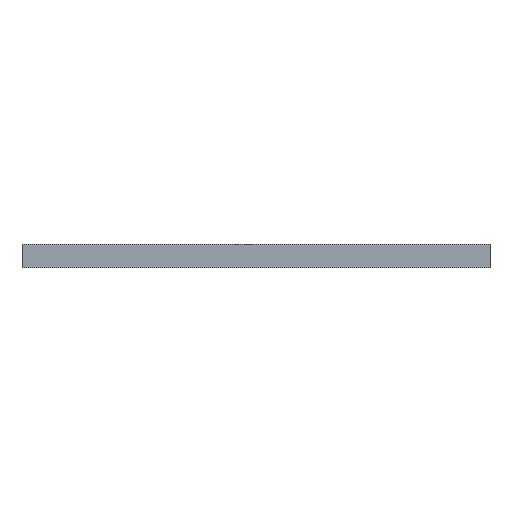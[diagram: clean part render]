
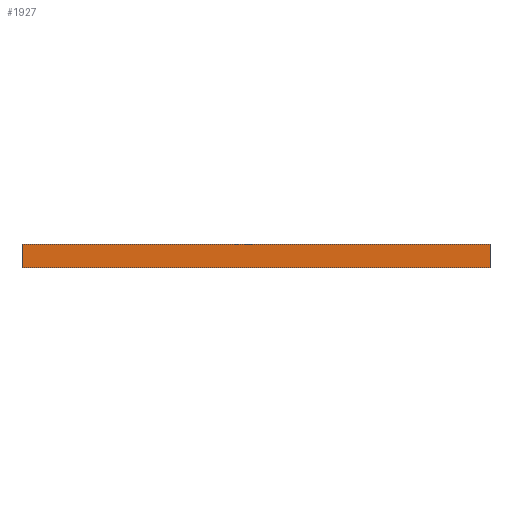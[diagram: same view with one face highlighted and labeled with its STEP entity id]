
A CAD part, front view. The second image highlights one B-rep face of the part: STEP entity #1927.
In plain terms, the highlighted planar face has unit normal (0, -1, 0).
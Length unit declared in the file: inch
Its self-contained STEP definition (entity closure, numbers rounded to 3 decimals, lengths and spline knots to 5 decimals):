
#37 = EDGE_CURVE ( 'NONE', #1407, #2312, #415, .T. ) ;
#67 = CARTESIAN_POINT ( 'NONE',  ( -0.59055, -0.59055, -0.03937 ) ) ;
#157 = CARTESIAN_POINT ( 'NONE',  ( -0.59055, -0.59055, 0. ) ) ;
#160 = DIRECTION ( 'NONE',  ( 1., 0., 0. ) ) ;
#191 = DIRECTION ( 'NONE',  ( 0., -1., 0. ) ) ;
#415 = LINE ( 'NONE', #157, #576 ) ;
#418 = VERTEX_POINT ( 'NONE', #2381 ) ;
#576 = VECTOR ( 'NONE', #663, 39.37008 ) ;
#586 = CARTESIAN_POINT ( 'NONE',  ( 0.59055, -0.59055, -0.03937 ) ) ;
#598 = ORIENTED_EDGE ( 'NONE', *, *, #37, .F. ) ;
#663 = DIRECTION ( 'NONE',  ( 0., 0., 1. ) ) ;
#856 = DIRECTION ( 'NONE',  ( 1., 0., 0. ) ) ;
#923 = DIRECTION ( 'NONE',  ( 0., 0., 1. ) ) ;
#1098 = AXIS2_PLACEMENT_3D ( 'NONE', #1449, #191, #160 ) ;
#1204 = FACE_OUTER_BOUND ( 'NONE', #1958, .T. ) ;
#1300 = EDGE_CURVE ( 'NONE', #3297, #418, #3221, .T. ) ;
#1389 = LINE ( 'NONE', #67, #2667 ) ;
#1407 = VERTEX_POINT ( 'NONE', #1742 ) ;
#1448 = CARTESIAN_POINT ( 'NONE',  ( -0.59055, -0.59055, 0.01969 ) ) ;
#1449 = CARTESIAN_POINT ( 'NONE',  ( -0.59055, -0.59055, 0. ) ) ;
#1635 = VECTOR ( 'NONE', #2441, 39.37008 ) ;
#1742 = CARTESIAN_POINT ( 'NONE',  ( -0.59055, -0.59055, -0.03937 ) ) ;
#1927 = ADVANCED_FACE ( 'NONE', ( #1204 ), #2724, .T. ) ;
#1958 = EDGE_LOOP ( 'NONE', ( #598, #2156, #2691, #3220 ) ) ;
#2156 = ORIENTED_EDGE ( 'NONE', *, *, #3218, .T. ) ;
#2189 = CARTESIAN_POINT ( 'NONE',  ( -0.59055, -0.59055, 0.01969 ) ) ;
#2312 = VERTEX_POINT ( 'NONE', #1448 ) ;
#2381 = CARTESIAN_POINT ( 'NONE',  ( 0.59055, -0.59055, 0.01969 ) ) ;
#2398 = VECTOR ( 'NONE', #923, 39.37008 ) ;
#2441 = DIRECTION ( 'NONE',  ( 1., 0., 0. ) ) ;
#2667 = VECTOR ( 'NONE', #856, 39.37008 ) ;
#2691 = ORIENTED_EDGE ( 'NONE', *, *, #1300, .T. ) ;
#2724 = PLANE ( 'NONE',  #1098 ) ;
#2861 = EDGE_CURVE ( 'NONE', #2312, #418, #3161, .T. ) ;
#3161 = LINE ( 'NONE', #2189, #1635 ) ;
#3218 = EDGE_CURVE ( 'NONE', #1407, #3297, #1389, .T. ) ;
#3220 = ORIENTED_EDGE ( 'NONE', *, *, #2861, .F. ) ;
#3221 = LINE ( 'NONE', #3229, #2398 ) ;
#3229 = CARTESIAN_POINT ( 'NONE',  ( 0.59055, -0.59055, 0. ) ) ;
#3297 = VERTEX_POINT ( 'NONE', #586 ) ;
